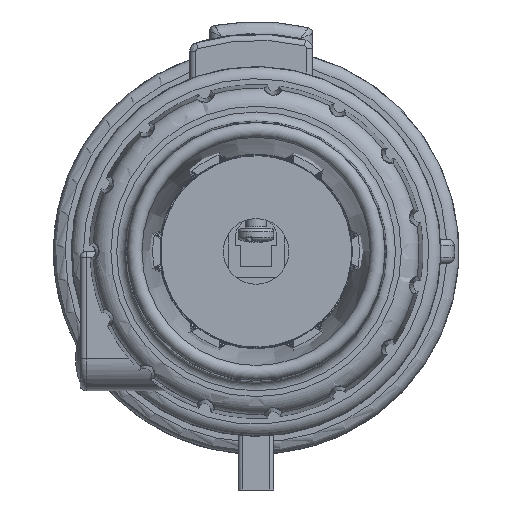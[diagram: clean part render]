
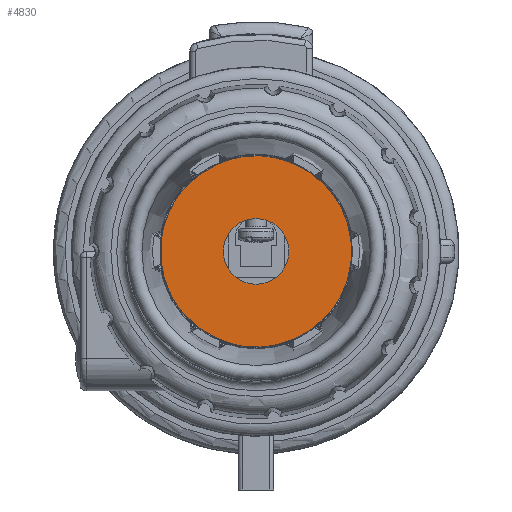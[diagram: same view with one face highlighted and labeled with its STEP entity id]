
A CAD part, front view. The second image highlights one B-rep face of the part: STEP entity #4830.
In plain terms, the highlighted planar face has unit normal (0, -1, 0).
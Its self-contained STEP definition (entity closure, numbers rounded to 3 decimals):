
#4350=FACE_BOUND('',#7648,.T.);
#4351=FACE_BOUND('',#7649,.T.);
#4830=ADVANCED_FACE('',(#4350,#4351),#6059,.T.);
#6059=PLANE('',#21577);
#7648=EDGE_LOOP('',(#9190));
#7649=EDGE_LOOP('',(#9191));
#9190=ORIENTED_EDGE('',*,*,#17423,.T.);
#9191=ORIENTED_EDGE('',*,*,#17426,.F.);
#15340=VERTEX_POINT('',#30291);
#15343=VERTEX_POINT('',#30299);
#17423=EDGE_CURVE('',#15340,#15340,#20514,.T.);
#17426=EDGE_CURVE('',#15343,#15343,#20517,.T.);
#20514=CIRCLE('',#21570,20.45);
#20517=CIRCLE('',#21575,5.5);
#21570=AXIS2_PLACEMENT_3D('',#30290,#23951,#23952);
#21575=AXIS2_PLACEMENT_3D('',#30298,#23961,#23962);
#21577=AXIS2_PLACEMENT_3D('',#30301,#23965,#23966);
#23951=DIRECTION('',(0.,-1.,0.));
#23952=DIRECTION('',(-1.,0.,0.));
#23961=DIRECTION('',(0.,-1.,0.));
#23962=DIRECTION('',(-1.,0.,0.));
#23965=DIRECTION('',(0.,-1.,0.));
#23966=DIRECTION('',(0.,0.,1.));
#30290=CARTESIAN_POINT('',(0.,-79.854,0.));
#30291=CARTESIAN_POINT('',(-20.45,-79.854,0.));
#30298=CARTESIAN_POINT('',(0.,-79.854,0.));
#30299=CARTESIAN_POINT('',(-5.5,-79.854,0.));
#30301=CARTESIAN_POINT('',(-40.9,-79.854,40.9));
